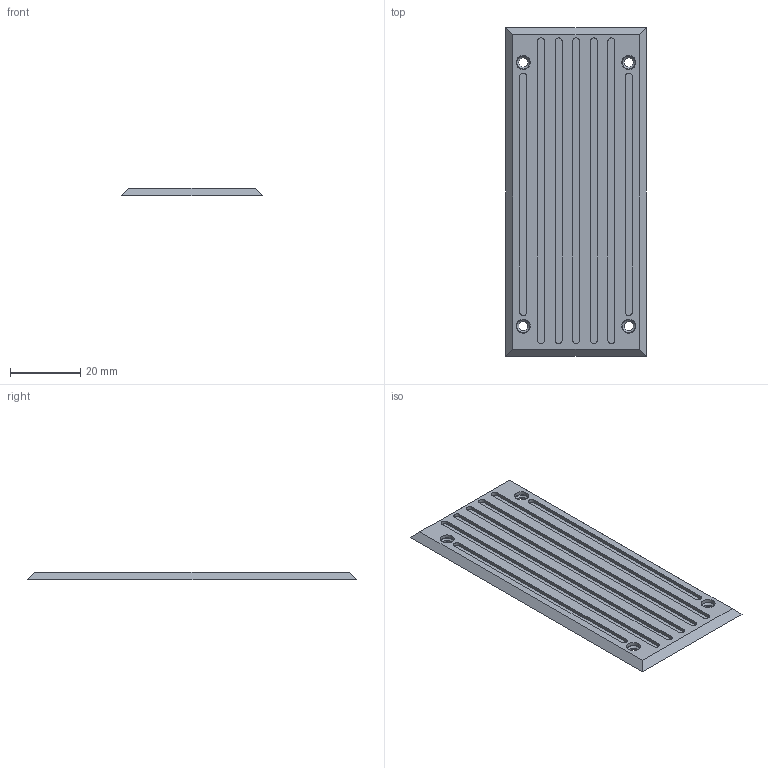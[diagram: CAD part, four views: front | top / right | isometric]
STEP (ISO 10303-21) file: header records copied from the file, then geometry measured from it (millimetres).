
FILE_DESCRIPTION(/* description */ (''),/* implementation_level */ '2;1');
FILE_NAME(/* name */ 'Light Cover.step',/* time_stamp */ '2025-04-11T22:20:28-05:00',/* author */ (''),/* organization */ (''),/* preprocessor_version */ 'ST-DEVELOPER v20.1',/* originating_system */ 'Autodesk Translation Framework v14.4.0.0',/* authorisation */ '');
FILE_SCHEMA (('AUTOMOTIVE_DESIGN { 1 0 10303 214 3 1 1 }'));
Length unit declared in the file: millimetre
Products named in the file (1): 2025-04-11-22-20-28-015
Bounding box: 40 x 93.56 x 2 mm (x, y, z)
Volume: 5743.5 mm3; surface area: 8891.4 mm2
Topology: 1 solids, 1 shells, 57 faces, 128 edges, 84 vertices
Faces by surface type: plane 31, cylinder 22, cone 4
Full cylindrical faces by diameter (mm): 2.7 x4, 4 x4
Entity records: 1647 total; most frequent: DIRECTION 292, CARTESIAN_POINT 270, ORIENTED_EDGE 256, EDGE_CURVE 128, AXIS2_PLACEMENT_3D 106, VERTEX_POINT 84, LINE 80, VECTOR 80
